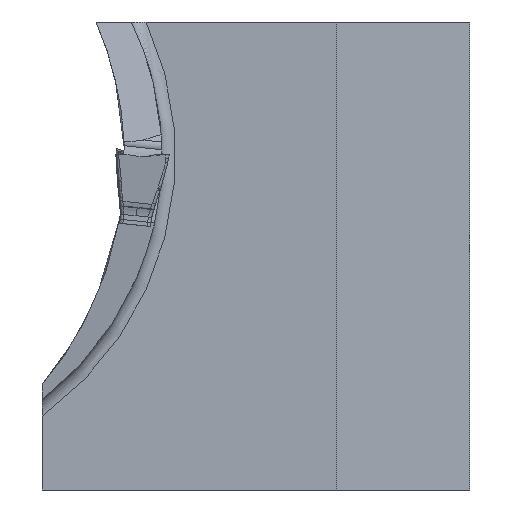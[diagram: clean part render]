
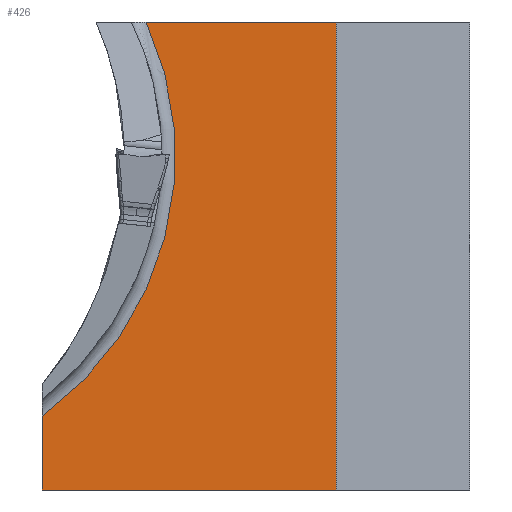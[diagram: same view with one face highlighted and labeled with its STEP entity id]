
A CAD part, left-side view. The second image highlights one B-rep face of the part: STEP entity #426.
In plain terms, the highlighted planar face has unit normal (-1, 0, 0).
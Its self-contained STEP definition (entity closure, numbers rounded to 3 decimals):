
#72=CIRCLE('',#2586,24.);
#118=PLANE('',#2587);
#177=LINE('',#13788,#265);
#184=LINE('',#13803,#272);
#192=LINE('',#13879,#280);
#207=LINE('',#13946,#295);
#265=VECTOR('',#2724,1.);
#272=VECTOR('',#2733,1.);
#280=VECTOR('',#2759,1.);
#295=VECTOR('',#2806,1.);
#426=ADVANCED_FACE('',(#641),#118,.F.);
#641=FACE_OUTER_BOUND('',#776,.T.);
#776=EDGE_LOOP('',(#1526,#1527,#1528,#1529,#1530));
#1526=ORIENTED_EDGE('',*,*,#2179,.F.);
#1527=ORIENTED_EDGE('',*,*,#2227,.T.);
#1528=ORIENTED_EDGE('',*,*,#2186,.F.);
#1529=ORIENTED_EDGE('',*,*,#2203,.F.);
#1530=ORIENTED_EDGE('',*,*,#2228,.T.);
#1805=VERTEX_POINT('',#13787);
#1806=VERTEX_POINT('',#13789);
#1812=VERTEX_POINT('',#13802);
#1813=VERTEX_POINT('',#13804);
#1826=VERTEX_POINT('',#13878);
#2179=EDGE_CURVE('',#1805,#1806,#177,.T.);
#2186=EDGE_CURVE('',#1812,#1813,#184,.T.);
#2203=EDGE_CURVE('',#1826,#1812,#192,.T.);
#2227=EDGE_CURVE('',#1805,#1813,#72,.T.);
#2228=EDGE_CURVE('',#1826,#1806,#207,.T.);
#2586=AXIS2_PLACEMENT_3D('',#13945,#2804,#2805);
#2587=AXIS2_PLACEMENT_3D('',#13947,#2807,#2808);
#2724=DIRECTION('',(0.,-1.,0.));
#2733=DIRECTION('',(0.,0.,1.));
#2759=DIRECTION('',(0.,1.,0.));
#2804=DIRECTION('',(1.,0.,0.));
#2805=DIRECTION('',(0.,0.,-1.));
#2806=DIRECTION('',(0.,0.,1.));
#2807=DIRECTION('',(1.,0.,0.));
#2808=DIRECTION('',(0.,0.,-1.));
#13787=CARTESIAN_POINT('',(26.,-0.788,10.));
#13788=CARTESIAN_POINT('',(26.,-25.,10.));
#13789=CARTESIAN_POINT('',(26.,-15.,10.));
#13802=CARTESIAN_POINT('',(26.,7.,-25.));
#13803=CARTESIAN_POINT('',(26.,7.,-25.));
#13804=CARTESIAN_POINT('',(26.,7.,-19.473));
#13878=CARTESIAN_POINT('',(26.,-15.,-25.));
#13879=CARTESIAN_POINT('',(26.,-25.,-25.));
#13945=CARTESIAN_POINT('',(26.,21.029,0.));
#13946=CARTESIAN_POINT('',(26.,-15.,10.));
#13947=CARTESIAN_POINT('',(26.,21.029,0.));
